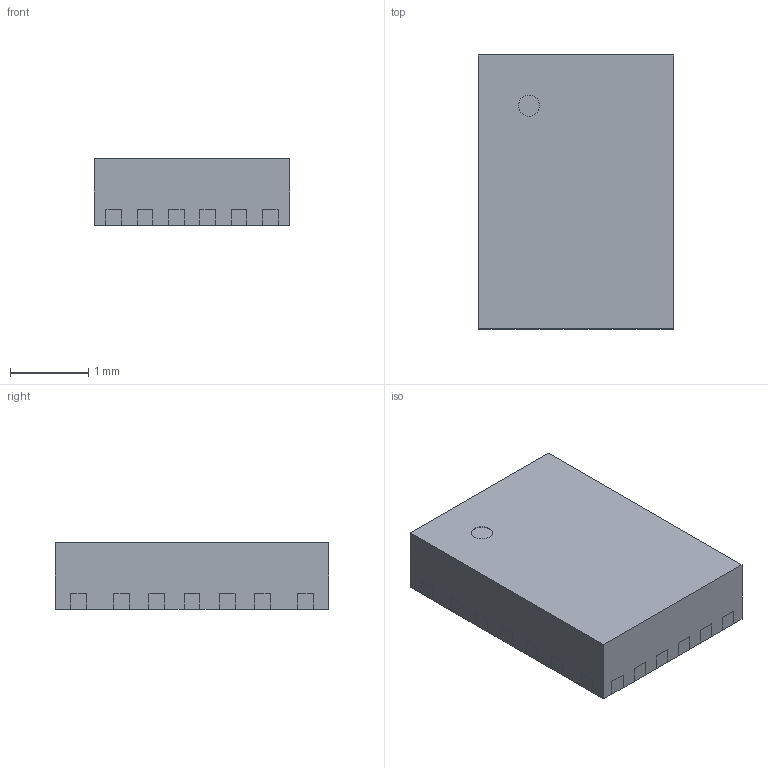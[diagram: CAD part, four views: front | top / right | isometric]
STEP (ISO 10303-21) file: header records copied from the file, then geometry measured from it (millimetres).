
FILE_DESCRIPTION (( 'STEP AP214' ), '1' );
FILE_NAME ('MP2722.STEP', '2023-03-10T05:53:52', ( '' ), ( '' ), 'SwSTEP 2.0', 'SolidWorks 2017', '' );
FILE_SCHEMA (( 'AUTOMOTIVE_DESIGN' ));
Length unit declared in the file: millimetre
Products named in the file (1): MP2720AGRH
Bounding box: 2.5 x 3.5 x 0.85 mm (x, y, z)
Volume: 7.4 mm3; surface area: 54.5 mm2
Topology: 23 solids, 23 shells, 969 faces, 2622 edges, 1744 vertices
Faces by surface type: plane 683, cylinder 286
Entity records: 30694 total; most frequent: CARTESIAN_POINT 5336, ORIENTED_EDGE 5244, DIRECTION 5134, EDGE_CURVE 2622, VECTOR 2050, LINE 2050, VERTEX_POINT 1744, AXIS2_PLACEMENT_3D 1542
